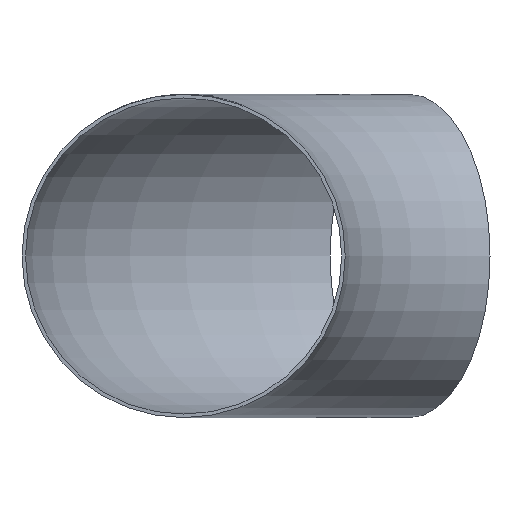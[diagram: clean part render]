
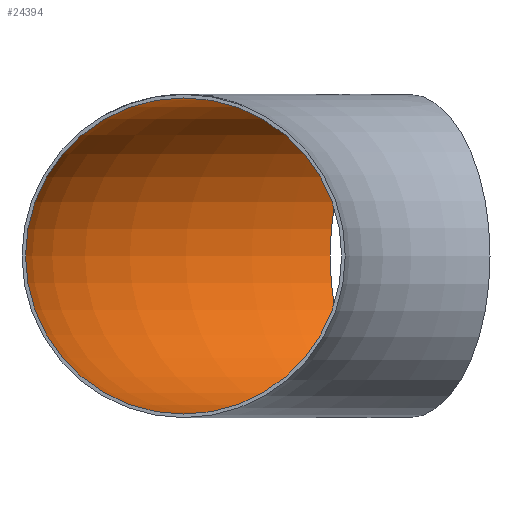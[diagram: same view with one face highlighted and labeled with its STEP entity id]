
A CAD part, front view. The second image highlights one B-rep face of the part: STEP entity #24394.
In plain terms, the highlighted toroidal (fillet/blend) face has major radius 381 mm and minor radius 133.5 mm.
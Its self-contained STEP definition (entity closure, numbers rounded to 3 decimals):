
#2198 = DIRECTION ( 'NONE',  ( 0., 1., 0. ) ) ;
#2369 = DIRECTION ( 'NONE',  ( 0., 0., 1. ) ) ;
#3867 = DIRECTION ( 'NONE',  ( -0.5, 0.866, 0. ) ) ;
#4745 = CARTESIAN_POINT ( 'NONE',  ( 0., 0., 0. ) ) ;
#6877 = DIRECTION ( 'NONE',  ( 0., 0., -1. ) ) ;
#7723 = EDGE_CURVE ( 'NONE', #30134, #30134, #14591, .T. ) ;
#8073 = CARTESIAN_POINT ( 'NONE',  ( -381., 0., 133.5 ) ) ;
#9953 = FACE_OUTER_BOUND ( 'NONE', #30115, .T. ) ;
#10957 = CARTESIAN_POINT ( 'NONE',  ( -257.25, 445.57, 0. ) ) ;
#12621 = CIRCLE ( 'NONE', #32668, 133.5 ) ;
#14591 = CIRCLE ( 'NONE', #34652, 133.5 ) ;
#20165 = CARTESIAN_POINT ( 'NONE',  ( -190.5, 329.956, 0. ) ) ;
#22706 = EDGE_LOOP ( 'NONE', ( #27996 ) ) ;
#24394 = ADVANCED_FACE ( 'NONE', ( #9953, #29314 ), #25008, .F. ) ;
#25008 = TOROIDAL_SURFACE ( 'NONE', #28438, 381., 133.5 ) ;
#26020 = ORIENTED_EDGE ( 'NONE', *, *, #7723, .T. ) ;
#27996 = ORIENTED_EDGE ( 'NONE', *, *, #34861, .F. ) ;
#28438 = AXIS2_PLACEMENT_3D ( 'NONE', #4745, #6877, #34695 ) ;
#29314 = FACE_OUTER_BOUND ( 'NONE', #22706, .T. ) ;
#30115 = EDGE_LOOP ( 'NONE', ( #26020 ) ) ;
#30134 = VERTEX_POINT ( 'NONE', #10957 ) ;
#30479 = VERTEX_POINT ( 'NONE', #8073 ) ;
#31124 = DIRECTION ( 'NONE',  ( 0.866, 0.5, 0. ) ) ;
#32668 = AXIS2_PLACEMENT_3D ( 'NONE', #32851, #2198, #2369 ) ;
#32851 = CARTESIAN_POINT ( 'NONE',  ( -381., 0., 0. ) ) ;
#34652 = AXIS2_PLACEMENT_3D ( 'NONE', #20165, #31124, #3867 ) ;
#34695 = DIRECTION ( 'NONE',  ( -1., 0., 0. ) ) ;
#34861 = EDGE_CURVE ( 'NONE', #30479, #30479, #12621, .T. ) ;
